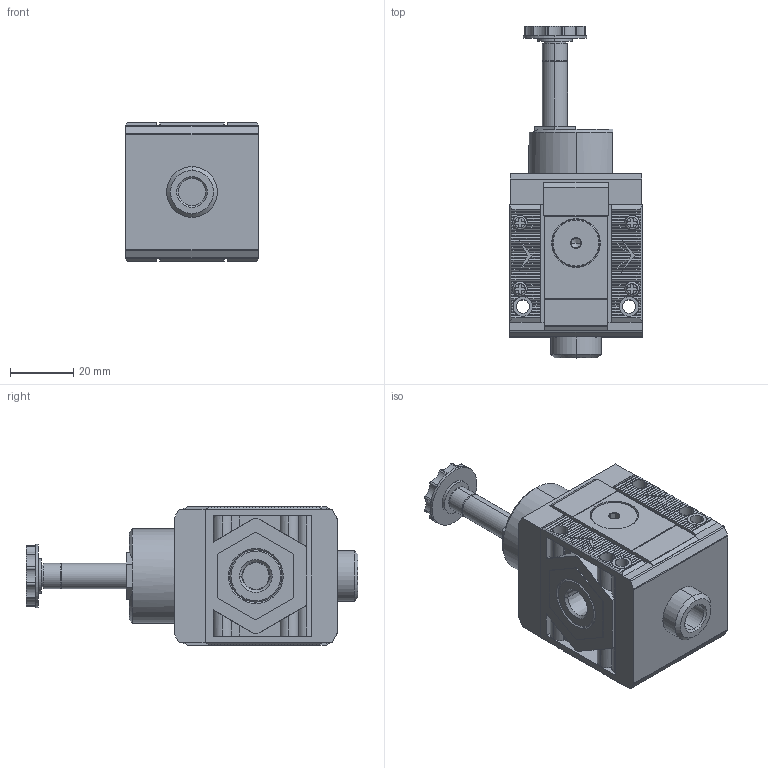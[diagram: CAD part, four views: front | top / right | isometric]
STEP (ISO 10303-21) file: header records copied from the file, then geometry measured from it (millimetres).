
FILE_DESCRIPTION (( 'STEP AP203' ), '1' );
FILE_NAME ('5U11A701.step', '2023-05-17T14:15:46', ( '' ), ( '' ), 'SwSTEP 2.0', 'SolidWorks 2021', '' );
FILE_SCHEMA (( 'CONFIG_CONTROL_DESIGN' ));
Length unit declared in the file: inch
Products named in the file (1): 5U11A701
Bounding box: 42.2 x 104.65 x 43.6 mm (x, y, z)
Volume: 99654.4 mm3; surface area: 35771.1 mm2
Topology: 13 solids, 13 shells, 1206 faces, 3153 edges, 2013 vertices
Faces by surface type: plane 819, cylinder 244, cone 107, bspline 36
Entity records: 38143 total; most frequent: CARTESIAN_POINT 9043, ORIENTED_EDGE 6290, DIRECTION 5754, EDGE_CURVE 3145, VECTOR 2210, LINE 2210, VERTEX_POINT 2013, AXIS2_PLACEMENT_3D 1772
